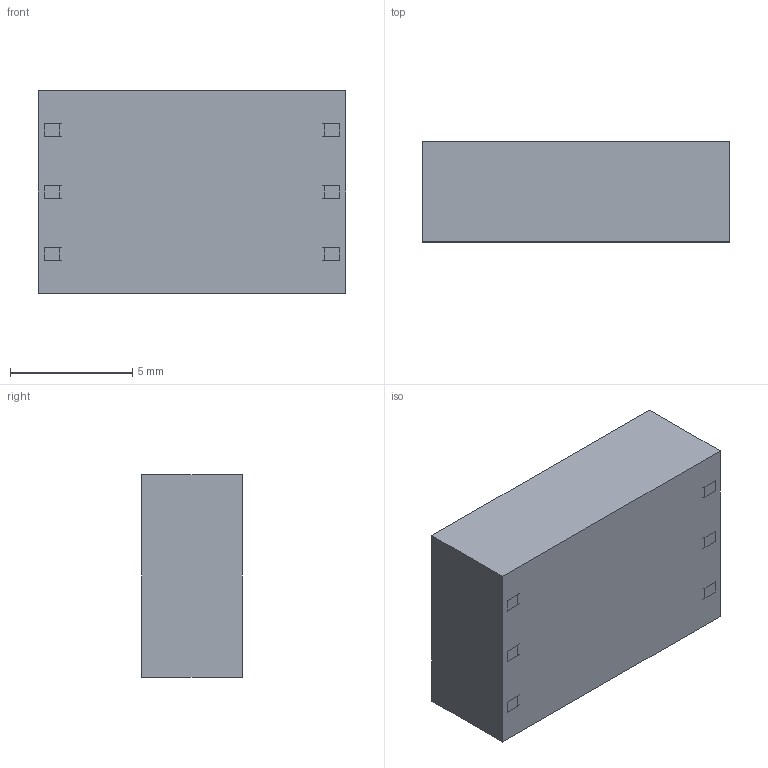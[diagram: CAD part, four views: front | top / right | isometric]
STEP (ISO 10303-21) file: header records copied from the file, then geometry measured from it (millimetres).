
FILE_DESCRIPTION (( 'STEP AP214' ), '1' );
FILE_NAME ('TOR_1201_3076.STEP', '2017-04-04T15:22:13', ( '' ), ( '' ), 'SwSTEP 2.0', 'SolidWorks 2014', '' );
FILE_SCHEMA (( 'AUTOMOTIVE_DESIGN' ));
Length unit declared in the file: millimetre
Products named in the file (4): TOR_1201_3076; 250-1201_INTF; 150-3076_6A; 250-1201_6A
Assembly tree (3 placements, depth 2):
  TOR_1201_3076
    250-1201_6A
    150-3076_6A
    250-1201_INTF
Bounding box: 12.6 x 4.1 x 8.3 mm (x, y, z)
Surface area: 841.2 mm2
Topology: 3 solids, 3 shells, 240 faces, 580 edges, 324 vertices
Faces by surface type: plane 92, cylinder 88, torus 32, sphere 24, bspline 4
Entity records: 7680 total; most frequent: CARTESIAN_POINT 1294, DIRECTION 1232, ORIENTED_EDGE 1104, EDGE_CURVE 552, AXIS2_PLACEMENT_3D 454, VECTOR 324, VERTEX_POINT 324, LINE 324
